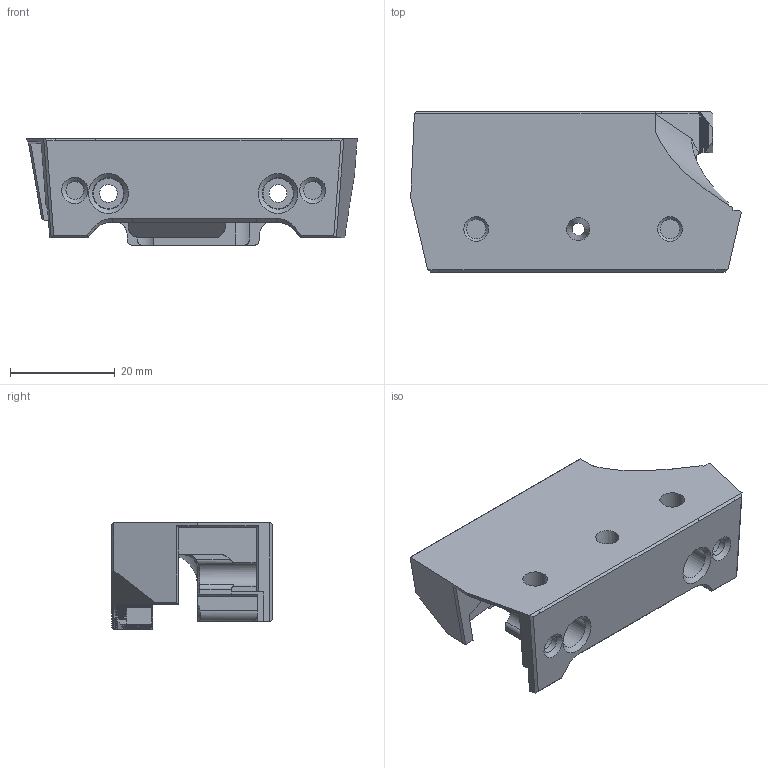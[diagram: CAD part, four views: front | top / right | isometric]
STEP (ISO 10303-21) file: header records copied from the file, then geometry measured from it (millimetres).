
FILE_DESCRIPTION(/* description */ (''),/* implementation_level */ '2;1');
FILE_NAME(/* name */ 'Component718.step',/* time_stamp */ '2024-02-06T10:00:20-09:00',/* author */ (''),/* organization */ (''),/* preprocessor_version */ 'ST-DEVELOPER v20',/* originating_system */ 'Autodesk Translation Framework v12.20.1.177',/* authorisation */ '');
FILE_SCHEMA (('AUTOMOTIVE_DESIGN { 1 0 10303 214 3 1 1 }'));
Length unit declared in the file: millimetre
Products named in the file (1): FusionComponent
Bounding box: 63.11 x 30.6 x 20.35 mm (x, y, z)
Volume: 19618.9 mm3; surface area: 8528.6 mm2
Topology: 1 solids, 1 shells, 735 faces, 1631 edges, 897 vertices
Faces by surface type: plane 651, cylinder 37, cone 26, bspline 19, torus 2
Full cylindrical faces by diameter (mm): 2.4 x1, 3.4 x4, 4.7 x5, 5.8 x2, 6 x2
Entity records: 20743 total; most frequent: CARTESIAN_POINT 4892, ORIENTED_EDGE 3256, DIRECTION 3170, EDGE_CURVE 1628, LINE 1390, VECTOR 1390, VERTEX_POINT 897, AXIS2_PLACEMENT_3D 890
